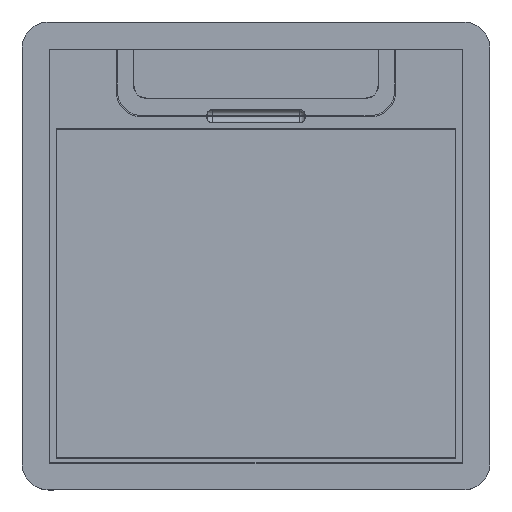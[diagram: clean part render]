
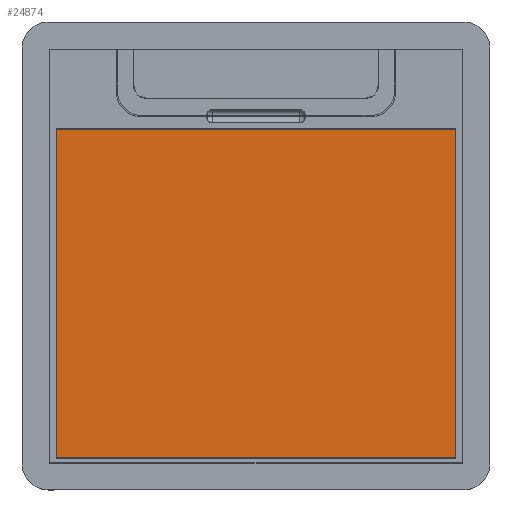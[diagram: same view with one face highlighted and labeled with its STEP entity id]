
A CAD part, top view. The second image highlights one B-rep face of the part: STEP entity #24874.
In plain terms, the highlighted planar face has unit normal (0, 0, 1).
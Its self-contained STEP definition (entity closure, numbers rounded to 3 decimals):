
#24369=CARTESIAN_POINT('Vertex',(-122.974,122.,5.1)) ;
#24372=CARTESIAN_POINT('Line Origine',(-22.77,122.,5.1)) ;
#24376=CARTESIAN_POINT('Vertex',(77.433,122.,5.1)) ;
#24432=CARTESIAN_POINT('Vertex',(77.433,-122.,5.1)) ;
#24435=CARTESIAN_POINT('Line Origine',(-22.77,-122.,5.1)) ;
#24439=CARTESIAN_POINT('Vertex',(-122.974,-122.,5.1)) ;
#24460=CARTESIAN_POINT('Line Origine',(-122.974,0.,5.1)) ;
#24858=CARTESIAN_POINT('Axis2P3D Location',(54.933,0.,5.1)) ;
#24863=CARTESIAN_POINT('Line Origine',(77.433,0.,5.1)) ;
#24373=DIRECTION('Vector Direction',(-1.,0.,0.)) ;
#24436=DIRECTION('Vector Direction',(-1.,0.,0.)) ;
#24461=DIRECTION('Vector Direction',(0.,-1.,0.)) ;
#24859=DIRECTION('Axis2P3D Direction',(0.,0.,1.)) ;
#24860=DIRECTION('Axis2P3D XDirection',(-1.,0.,0.)) ;
#24864=DIRECTION('Vector Direction',(0.,-1.,0.)) ;
#24861=AXIS2_PLACEMENT_3D('Plane Axis2P3D',#24858,#24859,#24860) ;
#24869=ORIENTED_EDGE('',*,*,#24441,.F.) ;
#24870=ORIENTED_EDGE('',*,*,#24867,.F.) ;
#24871=ORIENTED_EDGE('',*,*,#24378,.T.) ;
#24872=ORIENTED_EDGE('',*,*,#24464,.T.) ;
#24374=VECTOR('Line Direction',#24373,1.) ;
#24437=VECTOR('Line Direction',#24436,1.) ;
#24462=VECTOR('Line Direction',#24461,1.) ;
#24865=VECTOR('Line Direction',#24864,1.) ;
#24874=ADVANCED_FACE('Corps de pi\X2\00E8\X0\ce.2',(#24873),#24862,.T.) ;
#24378=EDGE_CURVE('',#24377,#24370,#24375,.T.) ;
#24441=EDGE_CURVE('',#24433,#24440,#24438,.T.) ;
#24464=EDGE_CURVE('',#24370,#24440,#24463,.T.) ;
#24867=EDGE_CURVE('',#24377,#24433,#24866,.T.) ;
#24868=EDGE_LOOP('',(#24869,#24870,#24871,#24872)) ;
#24873=FACE_OUTER_BOUND('',#24868,.T.) ;
#24375=LINE('Line',#24372,#24374) ;
#24438=LINE('Line',#24435,#24437) ;
#24463=LINE('Line',#24460,#24462) ;
#24866=LINE('Line',#24863,#24865) ;
#24862=PLANE('',#24861) ;
#24370=VERTEX_POINT('',#24369) ;
#24377=VERTEX_POINT('',#24376) ;
#24433=VERTEX_POINT('',#24432) ;
#24440=VERTEX_POINT('',#24439) ;
